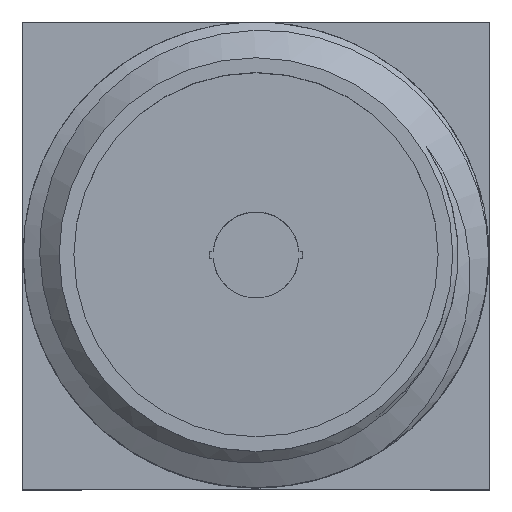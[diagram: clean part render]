
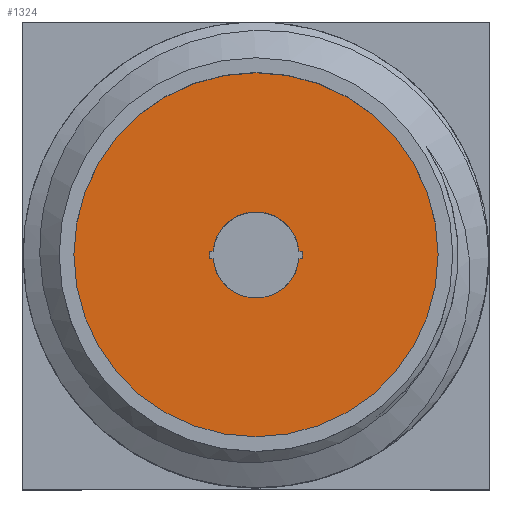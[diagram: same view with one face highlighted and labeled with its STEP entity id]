
A CAD part, top view. The second image highlights one B-rep face of the part: STEP entity #1324.
In plain terms, the highlighted planar face has unit normal (0, 0, 1).
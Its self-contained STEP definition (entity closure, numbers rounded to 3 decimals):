
#34=LINE('',#2479,#108);
#35=LINE('',#2483,#109);
#36=LINE('',#2487,#110);
#37=LINE('',#2491,#111);
#108=VECTOR('',#1514,1000.);
#109=VECTOR('',#1517,1000.);
#110=VECTOR('',#1520,1000.);
#111=VECTOR('',#1523,1000.);
#183=PLANE('',#1396);
#227=CIRCLE('',#1395,2.475);
#228=CIRCLE('',#1397,0.635);
#229=CIRCLE('',#1398,0.585);
#230=CIRCLE('',#1399,0.635);
#231=CIRCLE('',#1400,0.585);
#300=ORIENTED_EDGE('',*,*,#534,.F.);
#301=ORIENTED_EDGE('',*,*,#535,.T.);
#302=ORIENTED_EDGE('',*,*,#536,.F.);
#303=ORIENTED_EDGE('',*,*,#537,.T.);
#304=ORIENTED_EDGE('',*,*,#538,.F.);
#305=ORIENTED_EDGE('',*,*,#539,.T.);
#306=ORIENTED_EDGE('',*,*,#540,.T.);
#307=ORIENTED_EDGE('',*,*,#541,.T.);
#308=ORIENTED_EDGE('',*,*,#542,.T.);
#534=EDGE_CURVE('',#653,#653,#227,.T.);
#535=EDGE_CURVE('',#654,#655,#228,.T.);
#536=EDGE_CURVE('',#656,#655,#34,.T.);
#537=EDGE_CURVE('',#656,#657,#229,.T.);
#538=EDGE_CURVE('',#658,#657,#35,.T.);
#539=EDGE_CURVE('',#658,#659,#230,.T.);
#540=EDGE_CURVE('',#659,#660,#36,.T.);
#541=EDGE_CURVE('',#660,#661,#231,.T.);
#542=EDGE_CURVE('',#661,#654,#37,.T.);
#653=VERTEX_POINT('',#2474);
#654=VERTEX_POINT('',#2477);
#655=VERTEX_POINT('',#2478);
#656=VERTEX_POINT('',#2480);
#657=VERTEX_POINT('',#2482);
#658=VERTEX_POINT('',#2484);
#659=VERTEX_POINT('',#2486);
#660=VERTEX_POINT('',#2488);
#661=VERTEX_POINT('',#2490);
#747=EDGE_LOOP('',(#300));
#748=EDGE_LOOP('',(#301,#302,#303,#304,#305,#306,#307,#308));
#829=FACE_BOUND('',#747,.T.);
#830=FACE_BOUND('',#748,.T.);
#1324=ADVANCED_FACE('',(#829,#830),#183,.F.);
#1395=AXIS2_PLACEMENT_3D('',#2473,#1508,#1509);
#1396=AXIS2_PLACEMENT_3D('',#2475,#1510,#1511);
#1397=AXIS2_PLACEMENT_3D('',#2476,#1512,#1513);
#1398=AXIS2_PLACEMENT_3D('',#2481,#1515,#1516);
#1399=AXIS2_PLACEMENT_3D('',#2485,#1518,#1519);
#1400=AXIS2_PLACEMENT_3D('',#2489,#1521,#1522);
#1508=DIRECTION('',(0.,0.,-1.));
#1509=DIRECTION('',(1.,0.,0.));
#1510=DIRECTION('',(0.,0.,-1.));
#1511=DIRECTION('',(-1.,0.,0.));
#1512=DIRECTION('',(0.,0.,-1.));
#1513=DIRECTION('',(0.722,0.692,0.));
#1514=DIRECTION('',(1.,0.,0.));
#1515=DIRECTION('',(0.,0.,-1.));
#1516=DIRECTION('',(-1.,0.,0.));
#1517=DIRECTION('',(1.,0.,0.));
#1518=DIRECTION('',(0.,0.,-1.));
#1519=DIRECTION('',(0.722,0.692,0.));
#1520=DIRECTION('',(1.,0.,0.));
#1521=DIRECTION('',(0.,0.,-1.));
#1522=DIRECTION('',(-1.,0.,0.));
#1523=DIRECTION('',(1.,0.,0.));
#2473=CARTESIAN_POINT('',(0.,0.,7.52));
#2474=CARTESIAN_POINT('',(2.475,0.,7.52));
#2475=CARTESIAN_POINT('',(0.,0.,7.52));
#2476=CARTESIAN_POINT('',(0.,0.,7.52));
#2477=CARTESIAN_POINT('',(0.633,0.05,7.52));
#2478=CARTESIAN_POINT('',(0.633,-0.05,7.52));
#2479=CARTESIAN_POINT('',(-6.,-0.05,7.52));
#2480=CARTESIAN_POINT('',(0.583,-0.05,7.52));
#2481=CARTESIAN_POINT('',(0.,0.,7.52));
#2482=CARTESIAN_POINT('',(-0.583,-0.05,7.52));
#2483=CARTESIAN_POINT('',(-6.,-0.05,7.52));
#2484=CARTESIAN_POINT('',(-0.633,-0.05,7.52));
#2485=CARTESIAN_POINT('',(0.,0.,7.52));
#2486=CARTESIAN_POINT('',(-0.633,0.05,7.52));
#2487=CARTESIAN_POINT('',(-6.,0.05,7.52));
#2488=CARTESIAN_POINT('',(-0.583,0.05,7.52));
#2489=CARTESIAN_POINT('',(0.,0.,7.52));
#2490=CARTESIAN_POINT('',(0.583,0.05,7.52));
#2491=CARTESIAN_POINT('',(-6.,0.05,7.52));
